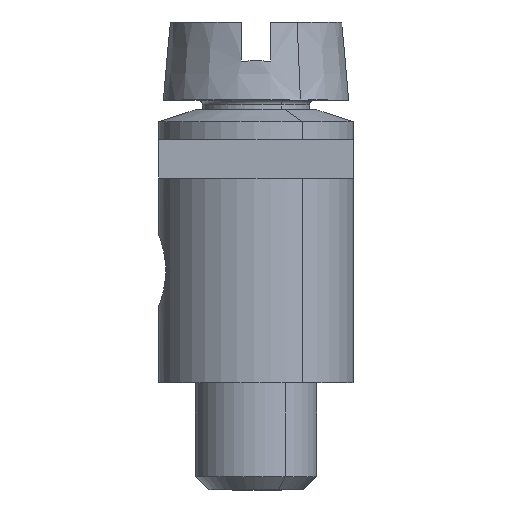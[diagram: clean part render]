
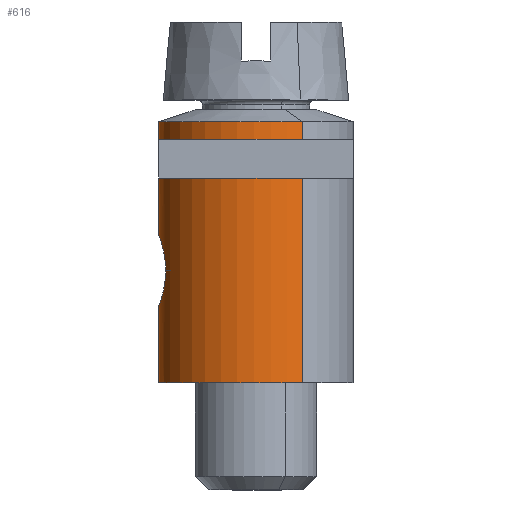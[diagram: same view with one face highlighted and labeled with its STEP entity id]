
A CAD part, left-side view. The second image highlights one B-rep face of the part: STEP entity #616.
In plain terms, the highlighted cylindrical face has radius 2 mm (diameter 4 mm), a partial arc.
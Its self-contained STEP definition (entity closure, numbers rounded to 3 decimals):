
#134=AXIS2_PLACEMENT_3D('Cylinder Axis2P3D',#131,#132,#133) ;
#209=AXIS2_PLACEMENT_3D('Circle Axis2P3D',#207,#208,$) ;
#336=AXIS2_PLACEMENT_3D('Circle Axis2P3D',#334,#335,$) ;
#131=CARTESIAN_POINT('Axis2P3D Location',(2.5,2.,4.8)) ;
#136=CARTESIAN_POINT('Line Origine',(4.255,2.959,4.875)) ;
#140=CARTESIAN_POINT('Vertex',(4.255,2.959,2.2)) ;
#142=CARTESIAN_POINT('Vertex',(4.255,2.959,7.55)) ;
#149=CARTESIAN_POINT('Vertex',(0.745,1.041,7.55)) ;
#152=CARTESIAN_POINT('Line Origine',(0.745,1.041,4.875)) ;
#156=CARTESIAN_POINT('Vertex',(0.745,1.041,2.2)) ;
#207=CARTESIAN_POINT('Axis2P3D Location',(2.5,2.,7.55)) ;
#334=CARTESIAN_POINT('Axis2P3D Location',(2.5,2.,2.2)) ;
#581=CARTESIAN_POINT('Control Point',(1.75,3.854,4.5)) ;
#582=CARTESIAN_POINT('Control Point',(1.75,3.854,4.61)) ;
#583=CARTESIAN_POINT('Control Point',(1.77,3.862,4.719)) ;
#584=CARTESIAN_POINT('Control Point',(1.81,3.878,4.823)) ;
#585=CARTESIAN_POINT('Control Point',(1.948,3.927,5.049)) ;
#586=CARTESIAN_POINT('Control Point',(2.17,3.98,5.2)) ;
#587=CARTESIAN_POINT('Control Point',(2.324,4.002,5.255)) ;
#588=CARTESIAN_POINT('Control Point',(2.702,4.011,5.28)) ;
#589=CARTESIAN_POINT('Control Point',(3.035,3.941,5.088)) ;
#590=CARTESIAN_POINT('Control Point',(3.177,3.884,4.92)) ;
#591=CARTESIAN_POINT('Control Point',(3.25,3.854,4.71)) ;
#592=CARTESIAN_POINT('Control Point',(3.25,3.854,4.5)) ;
#593=CARTESIAN_POINT('Vertex',(1.75,3.854,4.5)) ;
#595=CARTESIAN_POINT('Vertex',(3.25,3.854,4.5)) ;
#599=CARTESIAN_POINT('Control Point',(3.25,3.854,4.5)) ;
#600=CARTESIAN_POINT('Control Point',(3.25,3.854,4.309)) ;
#601=CARTESIAN_POINT('Control Point',(3.189,3.879,4.119)) ;
#602=CARTESIAN_POINT('Control Point',(3.071,3.926,3.959)) ;
#603=CARTESIAN_POINT('Control Point',(2.83,3.986,3.787)) ;
#604=CARTESIAN_POINT('Control Point',(2.544,4.003,3.742)) ;
#605=CARTESIAN_POINT('Control Point',(2.446,4.003,3.743)) ;
#606=CARTESIAN_POINT('Control Point',(2.162,3.984,3.791)) ;
#607=CARTESIAN_POINT('Control Point',(1.925,3.925,3.965)) ;
#608=CARTESIAN_POINT('Control Point',(1.809,3.878,4.123)) ;
#609=CARTESIAN_POINT('Control Point',(1.75,3.854,4.311)) ;
#610=CARTESIAN_POINT('Control Point',(1.75,3.854,4.5)) ;
#132=DIRECTION('Axis2P3D Direction',(0.,-0.,1.)) ;
#133=DIRECTION('Axis2P3D XDirection',(-0.878,-0.479,0.)) ;
#137=DIRECTION('Vector Direction',(0.,0.,1.)) ;
#153=DIRECTION('Vector Direction',(0.,0.,1.)) ;
#208=DIRECTION('Axis2P3D Direction',(0.,0.,-1.)) ;
#335=DIRECTION('Axis2P3D Direction',(0.,-0.,1.)) ;
#138=VECTOR('Line Direction',#137,1.) ;
#154=VECTOR('Line Direction',#153,1.) ;
#575=ORIENTED_EDGE('',*,*,#158,.T.) ;
#576=ORIENTED_EDGE('',*,*,#211,.F.) ;
#577=ORIENTED_EDGE('',*,*,#144,.F.) ;
#578=ORIENTED_EDGE('',*,*,#338,.T.) ;
#613=ORIENTED_EDGE('',*,*,#597,.F.) ;
#614=ORIENTED_EDGE('',*,*,#611,.F.) ;
#615=FACE_BOUND('',#612,.T.) ;
#616=ADVANCED_FACE('Hauptk\X2\00F6\X0\rper',(#579,#615),#135,.T.) ;
#580=B_SPLINE_CURVE_WITH_KNOTS('',5,(#581,#582,#583,#584,#585,#586,#587,#588,#589,#590,#591,#592),.UNSPECIFIED.,.F.,.U.,(6,3,3,6),(0.,0.775,1.878,3.363),.UNSPECIFIED.) ;
#598=B_SPLINE_CURVE_WITH_KNOTS('',5,(#599,#600,#601,#602,#603,#604,#605,#606,#607,#608,#609,#610),.UNSPECIFIED.,.F.,.U.,(6,3,3,6),(3.363,4.711,5.392,6.725),.UNSPECIFIED.) ;
#210=CIRCLE('generated circle',#209,2.) ;
#337=CIRCLE('generated circle',#336,2.) ;
#135=CYLINDRICAL_SURFACE('generated cylinder',#134,2.) ;
#144=EDGE_CURVE('',#141,#143,#139,.T.) ;
#158=EDGE_CURVE('',#157,#150,#155,.T.) ;
#211=EDGE_CURVE('',#143,#150,#210,.F.) ;
#338=EDGE_CURVE('',#141,#157,#337,.T.) ;
#597=EDGE_CURVE('',#594,#596,#580,.T.) ;
#611=EDGE_CURVE('',#596,#594,#598,.T.) ;
#574=EDGE_LOOP('',(#575,#576,#577,#578)) ;
#612=EDGE_LOOP('',(#613,#614)) ;
#579=FACE_OUTER_BOUND('',#574,.T.) ;
#139=LINE('Line',#136,#138) ;
#155=LINE('Line',#152,#154) ;
#141=VERTEX_POINT('',#140) ;
#143=VERTEX_POINT('',#142) ;
#150=VERTEX_POINT('',#149) ;
#157=VERTEX_POINT('',#156) ;
#594=VERTEX_POINT('',#593) ;
#596=VERTEX_POINT('',#595) ;
